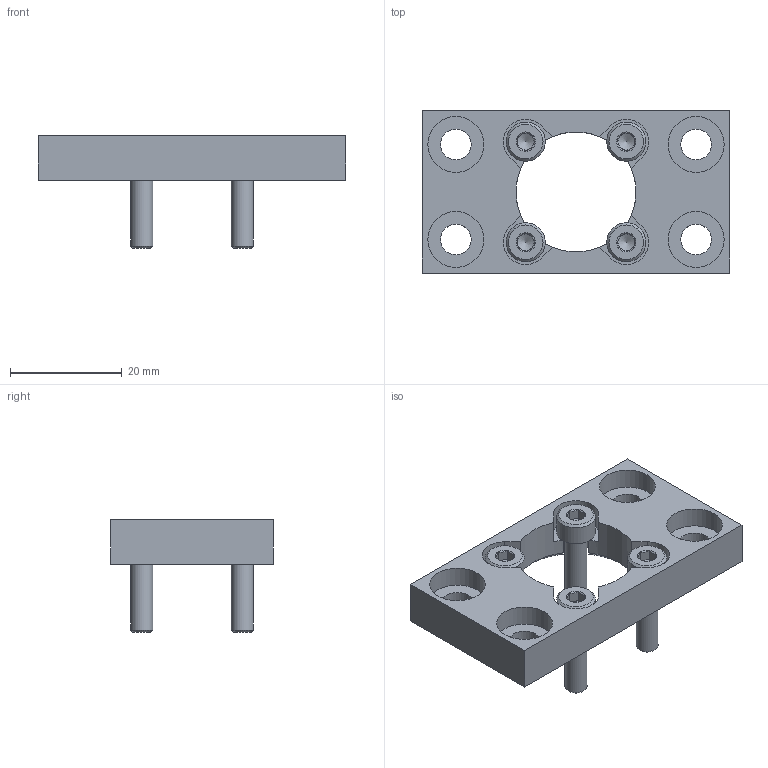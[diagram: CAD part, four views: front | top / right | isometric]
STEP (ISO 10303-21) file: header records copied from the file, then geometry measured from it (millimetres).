
FILE_DESCRIPTION(/* description */ ('STEP AP214'),/* implementation_level */ '2;1');
FILE_NAME(/* name */ '1405169_DAMF-F7-16',/* time_stamp */ '2024-08-01T09:36:48+02:00',/* author */ ('License CC BY-ND 4.0'),/* organization */ ('CADENAS'),/* preprocessor_version */ 'ST-DEVELOPER v19.3',/* originating_system */ 'PARTsolutions',/* authorisation */ ' ');
FILE_SCHEMA (('AUTOMOTIVE_DESIGN {1 0 10303 214 3 1 1}'));
Length unit declared in the file: millimetre
Products named in the file (3): 1405169 DAMF-F7-16; 1405169 DAMF-F7-16 (p); DIN-912 - M4x16(F)
Assembly tree (5 placements, depth 2):
  1405169 DAMF-F7-16
    1405169 DAMF-F7-16 (p)
    DIN-912 - M4x16(F)  x4
Bounding box: 55 x 29 x 20.2 mm (x, y, z)
Volume: 8613.3 mm3; surface area: 6528.2 mm2
Topology: 5 solids, 5 shells, 166 faces, 352 edges, 204 vertices
Faces by surface type: plane 90, cone 48, cylinder 28
Full cylindrical faces by diameter (mm): 4 x4, 5.5 x4, 7 x4, 10 x4
Entity records: 2428 total; most frequent: CARTESIAN_POINT 439, DIRECTION 414, ORIENTED_EDGE 360, EDGE_CURVE 180, AXIS2_PLACEMENT_3D 160, VERTEX_POINT 123, FACE_BOUND 113, EDGE_LOOP 112
